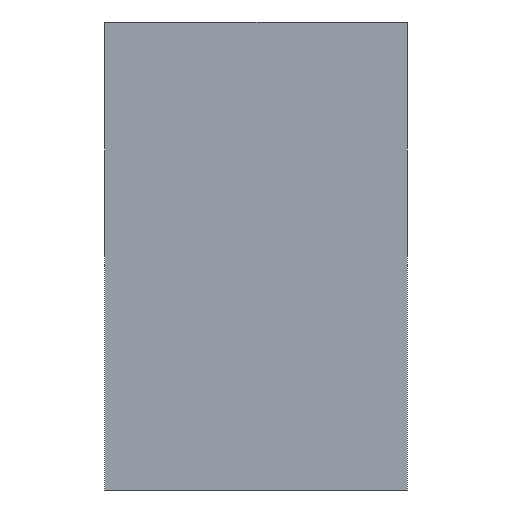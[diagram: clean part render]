
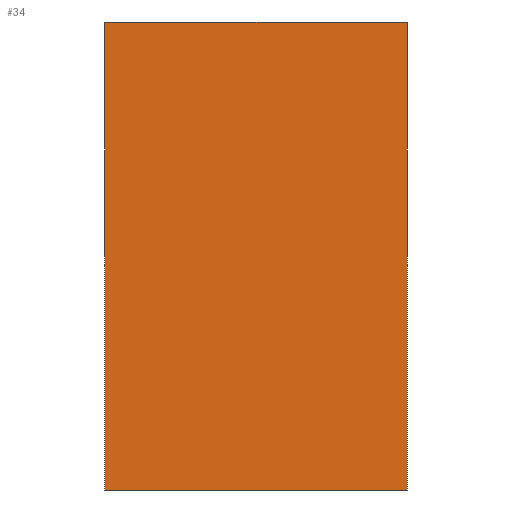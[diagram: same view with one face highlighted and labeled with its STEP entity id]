
A CAD part, left-side view. The second image highlights one B-rep face of the part: STEP entity #34.
In plain terms, the highlighted planar face has unit normal (-1, 0, 0).
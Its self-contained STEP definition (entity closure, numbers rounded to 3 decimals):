
#34 = ADVANCED_FACE( '', ( #69 ), #70, .F. );
#69 = FACE_OUTER_BOUND( '', #106, .T. );
#70 = PLANE( '', #107 );
#106 = EDGE_LOOP( '', ( #139, #140, #141, #142 ) );
#107 = AXIS2_PLACEMENT_3D( '', #143, #144, #145 );
#139 = ORIENTED_EDGE( '', *, *, #200, .T. );
#140 = ORIENTED_EDGE( '', *, *, #201, .F. );
#141 = ORIENTED_EDGE( '', *, *, #202, .F. );
#142 = ORIENTED_EDGE( '', *, *, #203, .T. );
#143 = CARTESIAN_POINT( '', ( -298., 31., 96. ) );
#144 = DIRECTION( '', ( 1., 0., 0. ) );
#145 = DIRECTION( '', ( 0., 0., -1. ) );
#200 = EDGE_CURVE( '', #226, #227, #228, .T. );
#201 = EDGE_CURVE( '', #229, #227, #230, .T. );
#202 = EDGE_CURVE( '', #231, #229, #232, .T. );
#203 = EDGE_CURVE( '', #231, #226, #233, .T. );
#226 = VERTEX_POINT( '', #262 );
#227 = VERTEX_POINT( '', #263 );
#228 = LINE( '', #264, #265 );
#229 = VERTEX_POINT( '', #266 );
#230 = LINE( '', #267, #268 );
#231 = VERTEX_POINT( '', #269 );
#232 = LINE( '', #270, #271 );
#233 = LINE( '', #272, #273 );
#262 = CARTESIAN_POINT( '', ( -298., 31., 0. ) );
#263 = CARTESIAN_POINT( '', ( -298., -31., 0. ) );
#264 = CARTESIAN_POINT( '', ( -298., 31., 0. ) );
#265 = VECTOR( '', #310, 1000. );
#266 = CARTESIAN_POINT( '', ( -298., -31., 96. ) );
#267 = CARTESIAN_POINT( '', ( -298., -31., 96. ) );
#268 = VECTOR( '', #311, 1000. );
#269 = CARTESIAN_POINT( '', ( -298., 31., 96. ) );
#270 = CARTESIAN_POINT( '', ( -298., 31., 96. ) );
#271 = VECTOR( '', #312, 1000. );
#272 = CARTESIAN_POINT( '', ( -298., 31., 96. ) );
#273 = VECTOR( '', #313, 1000. );
#310 = DIRECTION( '', ( 0., -1., 0. ) );
#311 = DIRECTION( '', ( 0., 0., -1. ) );
#312 = DIRECTION( '', ( 0., -1., 0. ) );
#313 = DIRECTION( '', ( 0., 0., -1. ) );
